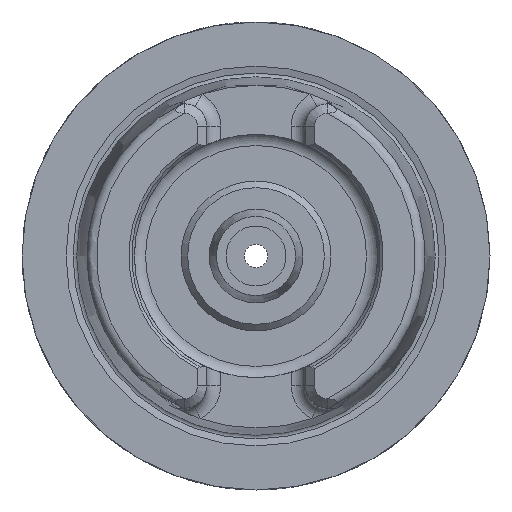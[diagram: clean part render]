
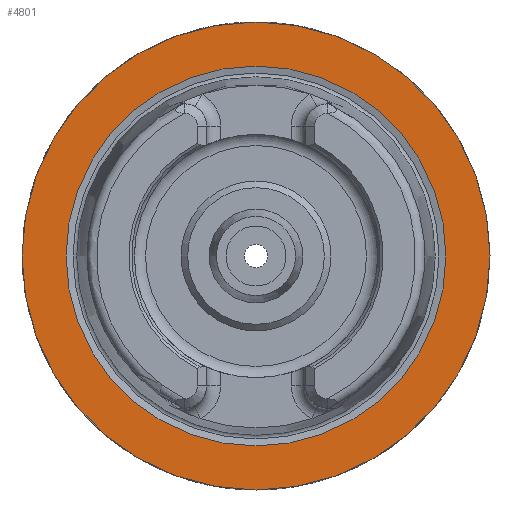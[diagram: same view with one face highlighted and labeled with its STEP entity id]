
A CAD part, left-side view. The second image highlights one B-rep face of the part: STEP entity #4801.
In plain terms, the highlighted planar face has unit normal (-1, 0, 0).
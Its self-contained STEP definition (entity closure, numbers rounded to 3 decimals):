
#4314=CARTESIAN_POINT('',(0.0,25.,0.0));
#4315=VERTEX_POINT('',#4314);
#4316=CARTESIAN_POINT('',(0.0,0.0,0.0));
#4317=DIRECTION('',(1.0,0.0,0.0));
#4318=DIRECTION('',(0.0,1.0,0.0));
#4319=AXIS2_PLACEMENT_3D('',#4316,#4317,#4318);
#4320=CIRCLE('',#4319,25.);
#4321=EDGE_CURVE('',#4315,#4315,#4320,.T.);
#4775=CARTESIAN_POINT('',(0.0,20.296,0.0));
#4776=VERTEX_POINT('',#4775);
#4777=CARTESIAN_POINT('',(0.0,0.0,0.0));
#4778=DIRECTION('',(1.0,0.0,0.0));
#4779=DIRECTION('',(0.0,1.0,0.0));
#4780=AXIS2_PLACEMENT_3D('',#4777,#4778,#4779);
#4781=CIRCLE('',#4780,20.296);
#4782=EDGE_CURVE('',#4776,#4776,#4781,.T.);
#4790=CARTESIAN_POINT('',(0.0,22.648,0.0));
#4791=DIRECTION('',(-1.0,0.0,0.0));
#4792=DIRECTION('',(0.0,0.0,1.0));
#4793=AXIS2_PLACEMENT_3D('',#4790,#4791,#4792);
#4794=PLANE('',#4793);
#4795=ORIENTED_EDGE('',*,*,#4321,.F.);
#4796=EDGE_LOOP('',(#4795));
#4797=FACE_OUTER_BOUND('',#4796,.T.);
#4798=ORIENTED_EDGE('',*,*,#4782,.T.);
#4799=EDGE_LOOP('',(#4798));
#4800=FACE_BOUND('',#4799,.T.);
#4801=ADVANCED_FACE('',(#4797,#4800),#4794,.T.);
